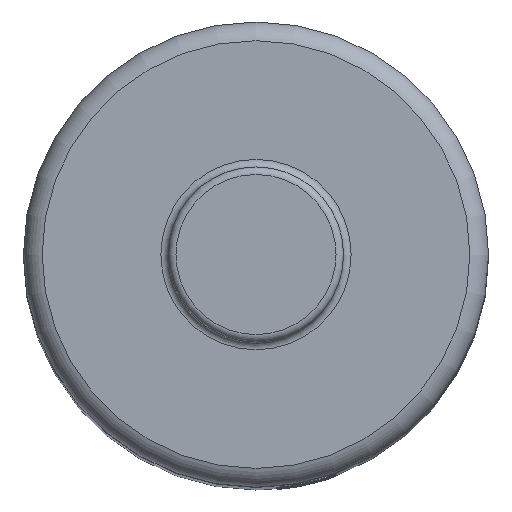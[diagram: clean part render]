
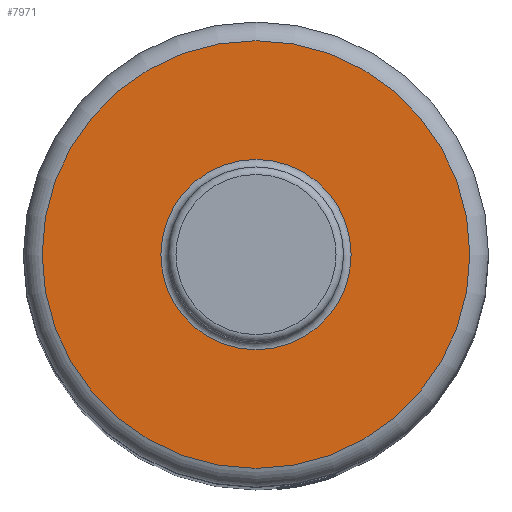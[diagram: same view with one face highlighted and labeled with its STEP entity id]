
A CAD part, top view. The second image highlights one B-rep face of the part: STEP entity #7971.
In plain terms, the highlighted planar face has unit normal (0, 0, 1).
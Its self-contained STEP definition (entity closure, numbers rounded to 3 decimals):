
#142=PLANE('',#8400);
#410=CIRCLE('',#8396,6.48);
#411=CIRCLE('',#8398,2.883);
#1324=ORIENTED_EDGE('',*,*,#2963,.T.);
#1325=ORIENTED_EDGE('',*,*,#2964,.T.);
#2963=EDGE_CURVE('',#3787,#3787,#410,.F.);
#2964=EDGE_CURVE('',#3788,#3788,#411,.T.);
#3787=VERTEX_POINT('',#10362);
#3788=VERTEX_POINT('',#10365);
#4621=EDGE_LOOP('',(#1324));
#4622=EDGE_LOOP('',(#1325));
#5043=FACE_BOUND('',#4621,.T.);
#5044=FACE_BOUND('',#4622,.T.);
#7971=ADVANCED_FACE('',(#5043,#5044),#142,.F.);
#8396=AXIS2_PLACEMENT_3D('',#10361,#8852,#8853);
#8398=AXIS2_PLACEMENT_3D('',#10364,#8856,#8857);
#8400=AXIS2_PLACEMENT_3D('',#10368,#8860,#8861);
#8852=DIRECTION('',(0.,0.,-1.));
#8853=DIRECTION('',(-1.,0.,0.));
#8856=DIRECTION('',(0.,0.,-1.));
#8857=DIRECTION('',(1.,0.,0.));
#8860=DIRECTION('',(0.,0.,-1.));
#8861=DIRECTION('',(-1.,0.,0.));
#10361=CARTESIAN_POINT('',(0.,0.,48.946));
#10362=CARTESIAN_POINT('',(-6.48,0.,48.946));
#10364=CARTESIAN_POINT('',(0.,0.,48.946));
#10365=CARTESIAN_POINT('',(2.883,0.,48.946));
#10368=CARTESIAN_POINT('',(0.,0.,48.946));
